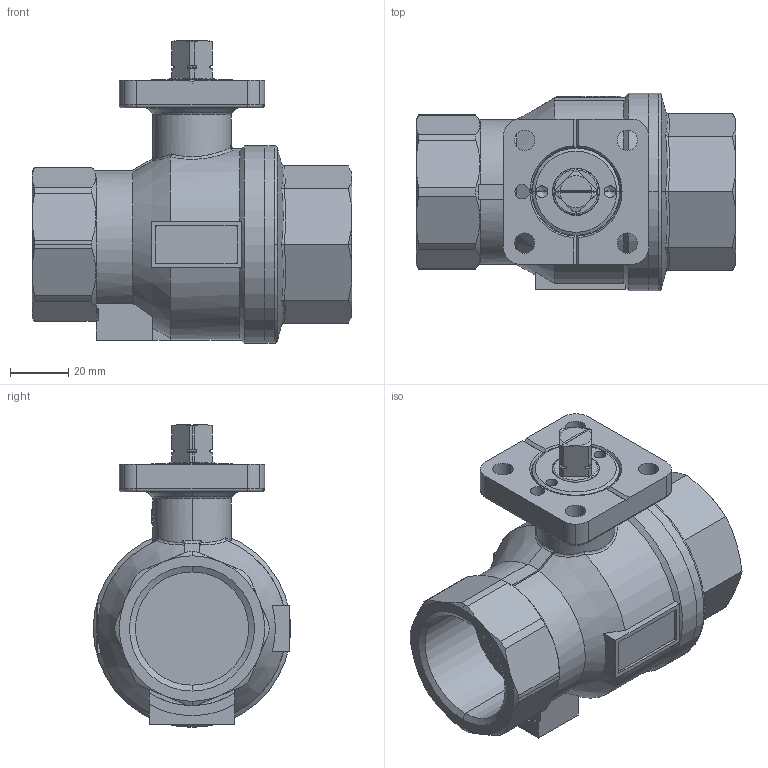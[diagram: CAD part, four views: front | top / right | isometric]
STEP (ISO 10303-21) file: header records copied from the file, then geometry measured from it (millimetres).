
FILE_DESCRIPTION(('HOOPS Exchange Step'),'2;1');
FILE_NAME('GK0602_DN32.stp','2025-02-21T11:09:30+01:00',('nieru'),('Unknown organisation'),'HOOPS Exchange 2024.2','HOOPS Exchange','Unknown authorisation');
FILE_SCHEMA( ('AP203_CONFIGURATION_CONTROLLED_3D_DESIGN_OF_MECHANICAL_PARTS_AND_ASSEMBLIES_MIM_LF') );
Length unit declared in the file: millimetre
Products named in the file (2): 0; root
Assembly tree (1 placements, depth 2):
  root
    0
Bounding box: 110 x 68 x 104.14 mm (x, y, z)
Volume: 262588.6 mm3; surface area: 41484.8 mm2
Topology: 1 solids, 1 shells, 448 faces, 1188 edges, 768 vertices
Faces by surface type: plane 195, cylinder 100, bspline 71, cone 58, torus 24
Entity records: 16411 total; most frequent: CARTESIAN_POINT 5948, ORIENTED_EDGE 2368, DIRECTION 1838, EDGE_CURVE 1184, VERTEX_POINT 768, AXIS2_PLACEMENT_3D 651, VECTOR 536, LINE 536
